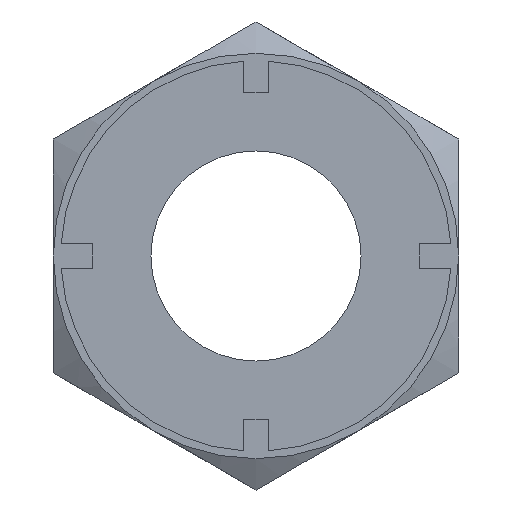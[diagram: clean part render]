
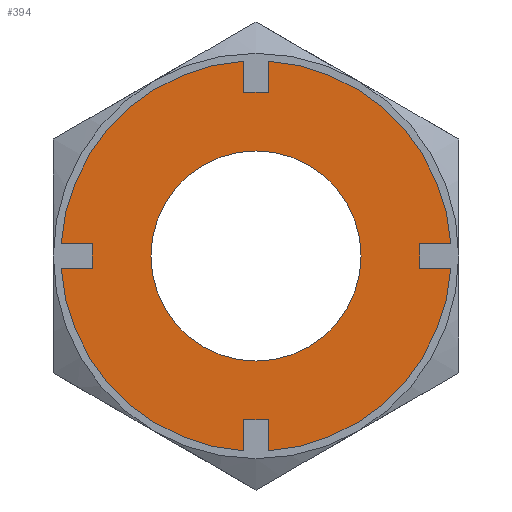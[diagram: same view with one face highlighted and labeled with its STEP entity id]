
A CAD part, left-side view. The second image highlights one B-rep face of the part: STEP entity #394.
In plain terms, the highlighted planar face has unit normal (-1, 0, 0).
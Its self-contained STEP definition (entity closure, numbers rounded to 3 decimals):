
#226=VERTEX_POINT('',#635);
#230=VERTEX_POINT('',#639);
#234=VERTEX_POINT('',#643);
#238=EDGE_CURVE('',#230,#344,#647,.T.);
#240=VERTEX_POINT('',#649);
#246=VERTEX_POINT('',#655);
#248=EDGE_CURVE('',#366,#336,#657,.T.);
#272=VERTEX_POINT('',#683);
#282=EDGE_CURVE('',#296,#226,#694,.T.);
#296=VERTEX_POINT('',#709);
#302=EDGE_CURVE('',#362,#308,#715,.T.);
#308=VERTEX_POINT('',#721);
#314=EDGE_CURVE('',#338,#246,#727,.T.);
#336=VERTEX_POINT('',#752);
#338=VERTEX_POINT('',#754);
#340=VERTEX_POINT('',#756);
#344=VERTEX_POINT('',#760);
#350=EDGE_CURVE('',#584,#340,#766,.T.);
#354=EDGE_CURVE('',#404,#362,#771,.T.);
#362=VERTEX_POINT('',#780);
#366=VERTEX_POINT('',#784);
#390=EDGE_CURVE('',#272,#336,#812,.T.);
#394=ADVANCED_FACE('',(#816,#817),#818,.T.);
#404=VERTEX_POINT('',#828);
#462=EDGE_CURVE('',#366,#230,#897,.T.);
#466=VERTEX_POINT('',#903);
#472=EDGE_CURVE('',#338,#466,#909,.T.);
#482=EDGE_CURVE('',#404,#234,#920,.T.);
#496=EDGE_CURVE('',#586,#246,#935,.T.);
#508=EDGE_CURVE('',#466,#272,#950,.T.);
#516=EDGE_CURVE('',#344,#234,#961,.T.);
#578=EDGE_CURVE('',#584,#240,#1028,.T.);
#584=VERTEX_POINT('',#1034);
#586=VERTEX_POINT('',#1036);
#588=EDGE_CURVE('',#240,#586,#1038,.T.);
#592=EDGE_CURVE('',#308,#340,#1042,.T.);
#608=EDGE_CURVE('',#226,#296,#1058,.T.);
#635=CARTESIAN_POINT('',(-22.,-7.,0.));
#639=CARTESIAN_POINT('',(-22.0,-0.8,10.9));
#643=CARTESIAN_POINT('',(-22.,0.8,12.975));
#647=LINE('',#1100,#1101);
#649=CARTESIAN_POINT('',(-22.0,0.8,-10.9));
#655=CARTESIAN_POINT('',(-22.,-0.8,-12.975));
#657=CIRCLE('',#1114,13.0);
#683=CARTESIAN_POINT('',(-22.0,-10.9,0.8));
#694=CIRCLE('',#1184,7.0);
#709=CARTESIAN_POINT('',(-22.,7.,0.));
#715=LINE('',#1221,#1222);
#721=CARTESIAN_POINT('',(-22.0,10.9,-0.8));
#727=CIRCLE('',#1239,13.0);
#752=CARTESIAN_POINT('',(-22.,-12.975,0.8));
#754=CARTESIAN_POINT('',(-22.,-12.975,-0.8));
#756=CARTESIAN_POINT('',(-22.,12.975,-0.8));
#760=CARTESIAN_POINT('',(-22.0,0.8,10.9));
#766=CIRCLE('',#1303,13.0);
#771=LINE('',#1309,#1310);
#780=CARTESIAN_POINT('',(-22.0,10.9,0.8));
#784=CARTESIAN_POINT('',(-22.,-0.8,12.975));
#812=LINE('',#1380,#1381);
#816=FACE_BOUND('',#1385,.T.);
#817=FACE_OUTER_BOUND('',#1386,.T.);
#818=PLANE('',#1387);
#828=CARTESIAN_POINT('',(-22.,12.975,0.8));
#897=LINE('',#1533,#1534);
#903=CARTESIAN_POINT('',(-22.0,-10.9,-0.8));
#909=LINE('',#1549,#1550);
#920=CIRCLE('',#1583,13.0);
#935=LINE('',#1614,#1615);
#950=LINE('',#1632,#1633);
#961=LINE('',#1647,#1648);
#1028=LINE('',#1800,#1801);
#1034=CARTESIAN_POINT('',(-22.,0.8,-12.975));
#1036=CARTESIAN_POINT('',(-22.0,-0.8,-10.9));
#1038=LINE('',#1824,#1825);
#1042=LINE('',#1832,#1833);
#1058=CIRCLE('',#1855,7.0);
#1100=CARTESIAN_POINT('',(-22.,5.4,10.9));
#1101=VECTOR('',#1869,1.0);
#1114=AXIS2_PLACEMENT_3D('',#1871,#1872,#1873);
#1184=AXIS2_PLACEMENT_3D('',#1908,#1909,#1910);
#1221=CARTESIAN_POINT('',(-22.,10.9,-0.4));
#1222=VECTOR('',#1928,1.0);
#1239=AXIS2_PLACEMENT_3D('',#1936,#1937,#1938);
#1303=AXIS2_PLACEMENT_3D('',#1968,#1969,#1970);
#1309=CARTESIAN_POINT('',(-22.,10.45,0.8));
#1310=VECTOR('',#1979,1.0);
#1380=CARTESIAN_POINT('',(-22.,-1.5,0.8));
#1381=VECTOR('',#2028,1.0);
#1385=EDGE_LOOP('',(#2030,#2031));
#1386=EDGE_LOOP('',(#2032,#2033,#2034,#2035,#2036,#2037,#2038,#2039,#2040,#2041,#2042,#2043,#2044,#2045,#2046,#2047));
#1387=AXIS2_PLACEMENT_3D('',#2048,#2049,#2050);
#1533=CARTESIAN_POINT('',(-22.,-0.8,5.45));
#1534=VECTOR('',#2152,1.0);
#1549=CARTESIAN_POINT('',(-22.,-0.45,-0.8));
#1550=VECTOR('',#2166,1.0);
#1583=AXIS2_PLACEMENT_3D('',#2177,#2178,#2179);
#1614=CARTESIAN_POINT('',(-22.,-0.8,-6.5));
#1615=VECTOR('',#2193,1.0);
#1632=CARTESIAN_POINT('',(-22.,-10.9,0.4));
#1633=VECTOR('',#2223,1.0);
#1647=CARTESIAN_POINT('',(-22.,0.8,6.5));
#1648=VECTOR('',#2258,1.0);
#1800=CARTESIAN_POINT('',(-22.,0.8,-5.45));
#1801=VECTOR('',#2311,1.0);
#1824=CARTESIAN_POINT('',(-22.,4.6,-10.9));
#1825=VECTOR('',#2313,1.0);
#1832=CARTESIAN_POINT('',(-22.,11.5,-0.8));
#1833=VECTOR('',#2315,1.0);
#1855=AXIS2_PLACEMENT_3D('',#2326,#2327,#2328);
#1869=DIRECTION('',(0.0,1.0,0.0));
#1871=CARTESIAN_POINT('',(-22.,0.,0.));
#1872=DIRECTION('',(1.0,0.0,-0.0));
#1873=DIRECTION('',(0.0,1.0,0.));
#1908=CARTESIAN_POINT('',(-22.,0.,0.));
#1909=DIRECTION('',(1.0,0.0,-0.0));
#1910=DIRECTION('',(0.0,1.0,0.));
#1928=DIRECTION('',(0.0,0.0,-1.0));
#1936=CARTESIAN_POINT('',(-22.,0.,0.));
#1937=DIRECTION('',(1.0,0.0,-0.0));
#1938=DIRECTION('',(0.0,1.0,0.));
#1968=CARTESIAN_POINT('',(-22.,0.,0.));
#1969=DIRECTION('',(1.0,0.0,-0.0));
#1970=DIRECTION('',(0.0,1.0,0.));
#1979=DIRECTION('',(0.0,-1.0,0.0));
#2028=DIRECTION('',(0.0,-1.0,0.0));
#2030=ORIENTED_EDGE('',*,*,#282,.T.);
#2031=ORIENTED_EDGE('',*,*,#608,.T.);
#2032=ORIENTED_EDGE('',*,*,#462,.T.);
#2033=ORIENTED_EDGE('',*,*,#238,.T.);
#2034=ORIENTED_EDGE('',*,*,#516,.T.);
#2035=ORIENTED_EDGE('',*,*,#482,.F.);
#2036=ORIENTED_EDGE('',*,*,#354,.T.);
#2037=ORIENTED_EDGE('',*,*,#302,.T.);
#2038=ORIENTED_EDGE('',*,*,#592,.T.);
#2039=ORIENTED_EDGE('',*,*,#350,.F.);
#2040=ORIENTED_EDGE('',*,*,#578,.T.);
#2041=ORIENTED_EDGE('',*,*,#588,.T.);
#2042=ORIENTED_EDGE('',*,*,#496,.T.);
#2043=ORIENTED_EDGE('',*,*,#314,.F.);
#2044=ORIENTED_EDGE('',*,*,#472,.T.);
#2045=ORIENTED_EDGE('',*,*,#508,.T.);
#2046=ORIENTED_EDGE('',*,*,#390,.T.);
#2047=ORIENTED_EDGE('',*,*,#248,.F.);
#2048=CARTESIAN_POINT('',(-22.,10.,0.));
#2049=DIRECTION('',(-1.0,0.0,0.0));
#2050=DIRECTION('',(0.0,-1.0,0.));
#2152=DIRECTION('',(0.0,0.0,-1.0));
#2166=DIRECTION('',(0.0,1.0,0.0));
#2177=CARTESIAN_POINT('',(-22.,0.,0.));
#2178=DIRECTION('',(1.0,0.0,-0.0));
#2179=DIRECTION('',(0.0,1.0,0.));
#2193=DIRECTION('',(0.0,0.0,-1.0));
#2223=DIRECTION('',(0.0,0.0,1.0));
#2258=DIRECTION('',(0.0,0.0,1.0));
#2311=DIRECTION('',(0.0,0.0,1.0));
#2313=DIRECTION('',(0.0,-1.0,0.0));
#2315=DIRECTION('',(0.0,1.0,0.0));
#2326=CARTESIAN_POINT('',(-22.,0.,0.));
#2327=DIRECTION('',(1.0,0.0,-0.0));
#2328=DIRECTION('',(0.0,1.0,0.));
